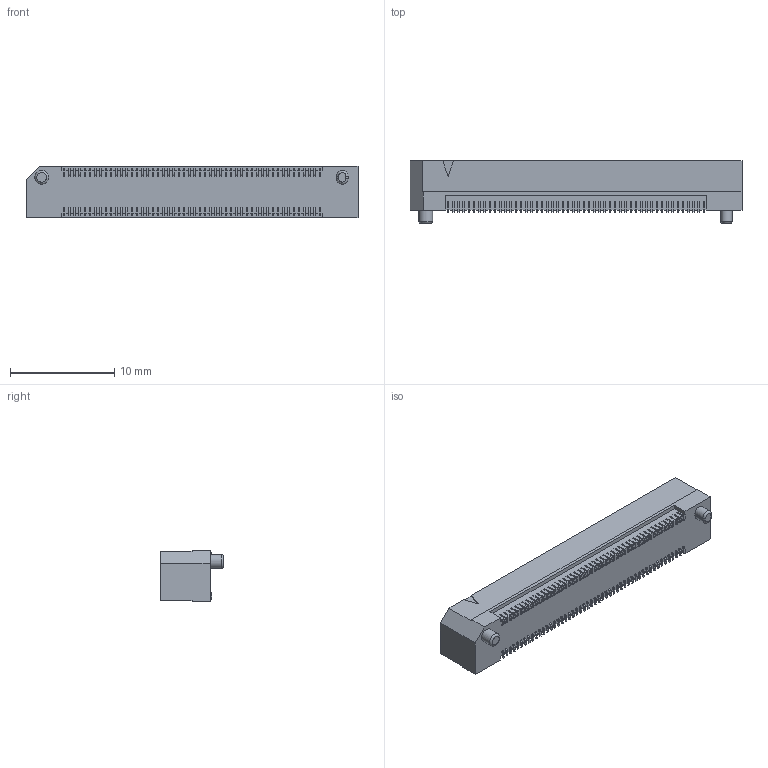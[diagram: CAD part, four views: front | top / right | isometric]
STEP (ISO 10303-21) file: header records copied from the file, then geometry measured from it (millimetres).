
FILE_DESCRIPTION(/* description */ ('STEP AP214'),/* implementation_level */ '2;1');
FILE_NAME(/* name */ 'ERF5-050-05.0-L-DV-TR',/* time_stamp */ '2023-05-17T12:48:39+02:00',/* author */ ('License CC BY-ND 4.0'),/* organization */ ('CADENAS'),/* preprocessor_version */ 'ST-DEVELOPER v19.3',/* originating_system */ 'PARTsolutions',/* authorisation */ ' ');
FILE_SCHEMA (('AUTOMOTIVE_DESIGN {1 0 10303 214 3 1 1}'));
Products named in the file (3): ERF5-050-05.0-L-DV-TR; C-247-050-05.0; ERF5-050-05.0-DV_socket
Assembly tree (2 placements, depth 2):
  ERF5-050-05.0-L-DV-TR
    C-247-050-05.0
    ERF5-050-05.0-DV_socket
Bounding box: 31.8 x 6 x 4.95 mm (x, y, z)
Volume: 418.7 mm3; surface area: 1732.9 mm2
Topology: 2 solids, 2 shells, 2347 faces, 7016 edges, 4676 vertices
Faces by surface type: plane 2139, cylinder 205, torus 3
Full cylindrical faces by diameter (mm): 1.32 x1
Entity records: 77728 total; most frequent: CARTESIAN_POINT 14038, ORIENTED_EDGE 14026, DIRECTION 12126, EDGE_CURVE 7013, LINE 6600, VECTOR 6600, VERTEX_POINT 4675, AXIS2_PLACEMENT_3D 2763
